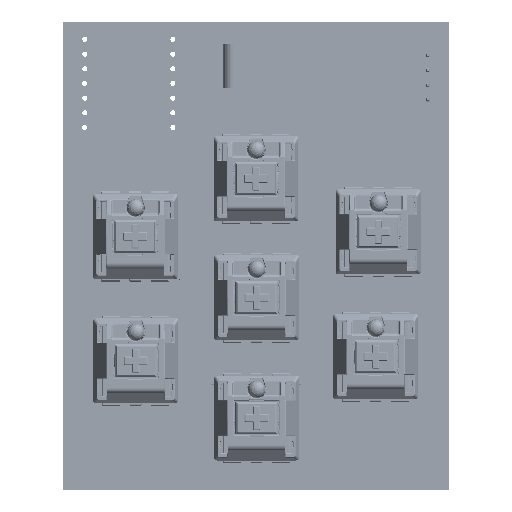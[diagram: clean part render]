
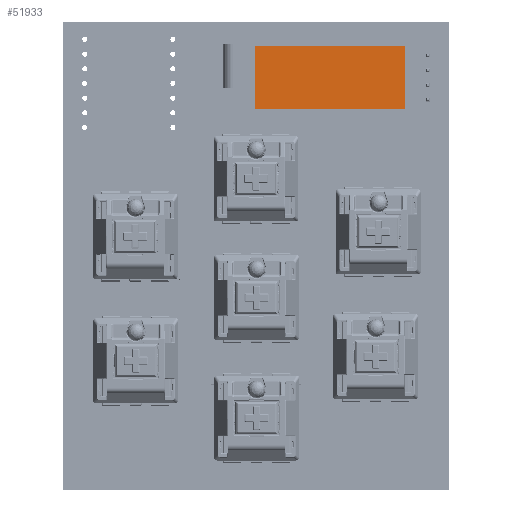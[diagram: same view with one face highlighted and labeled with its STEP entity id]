
A CAD part, top view. The second image highlights one B-rep face of the part: STEP entity #51933.
In plain terms, the highlighted planar face has unit normal (0, 0, 1).
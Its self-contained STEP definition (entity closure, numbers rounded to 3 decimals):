
#51843 = VERTEX_POINT('',#51844);
#51844 = CARTESIAN_POINT('',(12.25,5.5,2.9));
#51850 = EDGE_CURVE('',#51851,#51843,#51853,.T.);
#51851 = VERTEX_POINT('',#51852);
#51852 = CARTESIAN_POINT('',(12.25,-5.5,2.9));
#51853 = LINE('',#51854,#51855);
#51854 = CARTESIAN_POINT('',(12.25,5.5,2.9));
#51855 = VECTOR('',#51856,1.);
#51856 = DIRECTION('',(-0.,1.,-0.));
#51874 = VERTEX_POINT('',#51875);
#51875 = CARTESIAN_POINT('',(-13.75,5.5,2.9));
#51881 = EDGE_CURVE('',#51843,#51874,#51882,.T.);
#51882 = LINE('',#51883,#51884);
#51883 = CARTESIAN_POINT('',(-13.75,5.5,2.9));
#51884 = VECTOR('',#51885,1.);
#51885 = DIRECTION('',(-1.,-0.,-0.));
#51898 = VERTEX_POINT('',#51899);
#51899 = CARTESIAN_POINT('',(-13.75,-5.5,2.9));
#51905 = EDGE_CURVE('',#51874,#51898,#51906,.T.);
#51906 = LINE('',#51907,#51908);
#51907 = CARTESIAN_POINT('',(-13.75,5.5,2.9));
#51908 = VECTOR('',#51909,1.);
#51909 = DIRECTION('',(0.,-1.,0.));
#51922 = EDGE_CURVE('',#51898,#51851,#51923,.T.);
#51923 = LINE('',#51924,#51925);
#51924 = CARTESIAN_POINT('',(-13.75,-5.5,2.9));
#51925 = VECTOR('',#51926,1.);
#51926 = DIRECTION('',(1.,0.,0.));
#51933 = ADVANCED_FACE('',(#51934),#51940,.T.);
#51934 = FACE_BOUND('',#51935,.T.);
#51935 = EDGE_LOOP('',(#51936,#51937,#51938,#51939));
#51936 = ORIENTED_EDGE('',*,*,#51850,.T.);
#51937 = ORIENTED_EDGE('',*,*,#51881,.T.);
#51938 = ORIENTED_EDGE('',*,*,#51905,.T.);
#51939 = ORIENTED_EDGE('',*,*,#51922,.T.);
#51940 = PLANE('',#51941);
#51941 = AXIS2_PLACEMENT_3D('',#51942,#51943,#51944);
#51942 = CARTESIAN_POINT('',(0.,0.,2.9));
#51943 = DIRECTION('',(-0.,0.,1.));
#51944 = DIRECTION('',(1.,0.,0.));
